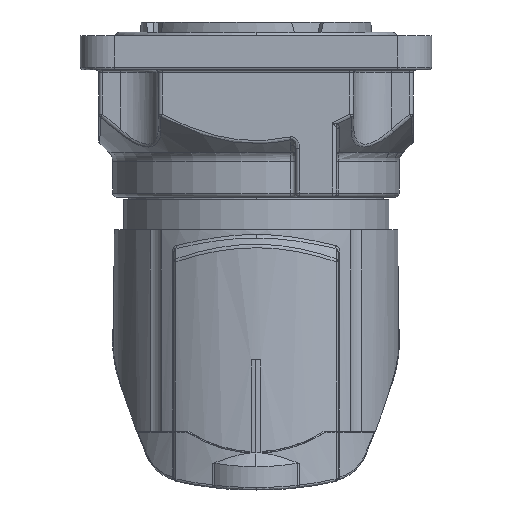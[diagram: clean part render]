
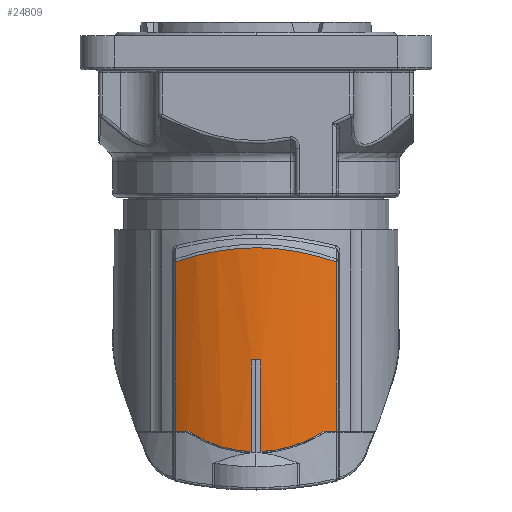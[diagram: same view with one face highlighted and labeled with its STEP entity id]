
A CAD part, front view. The second image highlights one B-rep face of the part: STEP entity #24809.
In plain terms, the highlighted cylindrical face has radius 11.484 mm (diameter 22.967 mm), a partial arc.
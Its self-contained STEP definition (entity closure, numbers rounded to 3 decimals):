
#2854=CARTESIAN_POINT('',(-0.364,-31.478,
-8.293));
#2928=CARTESIAN_POINT('',(0.364,-31.478,
-8.293));
#3677=CARTESIAN_POINT('',(0.,-20.,-1.6));
#3678=DIRECTION('',(0.,0.,1.));
#3679=DIRECTION('',(-0.032,-0.999,0.));
#3680=AXIS2_PLACEMENT_3D('',#3677,#3678,#3679);
#3682=DIRECTION('',(0.,0.,1.));
#3683=VECTOR('',#3682,6.693);
#3684=CARTESIAN_POINT('',(-0.364,-31.478,
-8.293));
#3685=LINE('',#3684,#3683);
#3686=CARTESIAN_POINT('',(-4.97,-30.352,-6.8));
#3687=CARTESIAN_POINT('',(-4.804,-30.432,
-6.91));
#3688=CARTESIAN_POINT('',(-4.471,-30.582,
-7.116));
#3689=CARTESIAN_POINT('',(-3.964,-30.782,
-7.385));
#3690=CARTESIAN_POINT('',(-3.453,-30.956,
-7.616));
#3691=CARTESIAN_POINT('',(-2.939,-31.105,
-7.811));
#3692=CARTESIAN_POINT('',(-2.425,-31.229,
-7.972));
#3693=CARTESIAN_POINT('',(-1.909,-31.328,
-8.1));
#3694=CARTESIAN_POINT('',(-1.394,-31.403,
-8.196));
#3695=CARTESIAN_POINT('',(-0.879,-31.454,
-8.262));
#3696=CARTESIAN_POINT('',(-0.535,-31.472,
-8.286));
#3697=CARTESIAN_POINT('',(-0.364,-31.478,
-8.293));
#3699=CARTESIAN_POINT('',(0.,-20.,-6.8));
#3700=DIRECTION('',(0.,0.,1.));
#3701=DIRECTION('',(-0.51,-0.86,0.));
#3702=AXIS2_PLACEMENT_3D('',#3699,#3700,#3701);
#3704=CARTESIAN_POINT('',(-5.853,-29.88,
5.578));
#3705=CARTESIAN_POINT('',(-5.622,-30.017,
5.653));
#3706=CARTESIAN_POINT('',(-5.158,-30.27,
5.798));
#3707=CARTESIAN_POINT('',(-4.454,-30.594,
5.998));
#3708=CARTESIAN_POINT('',(-3.753,-30.861,
6.171));
#3709=CARTESIAN_POINT('',(-3.06,-31.076,
6.315));
#3710=CARTESIAN_POINT('',(-2.372,-31.243,
6.431));
#3711=CARTESIAN_POINT('',(-1.689,-31.366,
6.517));
#3712=CARTESIAN_POINT('',(-1.011,-31.446,
6.574));
#3713=CARTESIAN_POINT('',(-0.336,-31.485,
6.602));
#3714=CARTESIAN_POINT('',(0.339,-31.485,
6.602));
#3715=CARTESIAN_POINT('',(1.015,-31.445,6.574));
#3716=CARTESIAN_POINT('',(1.693,-31.365,6.516));
#3717=CARTESIAN_POINT('',(2.375,-31.243,6.43));
#3718=CARTESIAN_POINT('',(3.062,-31.076,6.315));
#3719=CARTESIAN_POINT('',(3.756,-30.86,6.17));
#3720=CARTESIAN_POINT('',(4.456,-30.593,5.997));
#3721=CARTESIAN_POINT('',(5.158,-30.27,5.798));
#3722=CARTESIAN_POINT('',(5.622,-30.017,5.653));
#3723=CARTESIAN_POINT('',(5.853,-29.88,5.578));
#3725=DIRECTION('',(0.,0.,-1.));
#3726=VECTOR('',#3725,12.378);
#3727=CARTESIAN_POINT('',(5.853,-29.88,5.578));
#3728=LINE('',#3727,#3726);
#3729=CARTESIAN_POINT('',(0.,-20.,-6.8));
#3730=DIRECTION('',(0.,0.,1.));
#3731=DIRECTION('',(0.433,-0.901,0.));
#3732=AXIS2_PLACEMENT_3D('',#3729,#3730,#3731);
#3734=CARTESIAN_POINT('',(0.364,-31.478,
-8.293));
#3735=CARTESIAN_POINT('',(0.535,-31.472,
-8.286));
#3736=CARTESIAN_POINT('',(0.879,-31.454,
-8.262));
#3737=CARTESIAN_POINT('',(1.394,-31.403,
-8.196));
#3738=CARTESIAN_POINT('',(1.909,-31.328,
-8.1));
#3739=CARTESIAN_POINT('',(2.425,-31.229,
-7.972));
#3740=CARTESIAN_POINT('',(2.939,-31.105,
-7.811));
#3741=CARTESIAN_POINT('',(3.453,-30.956,
-7.616));
#3742=CARTESIAN_POINT('',(3.964,-30.782,
-7.385));
#3743=CARTESIAN_POINT('',(4.471,-30.582,
-7.116));
#3744=CARTESIAN_POINT('',(4.804,-30.432,
-6.91));
#3745=CARTESIAN_POINT('',(4.97,-30.352,-6.8));
#3747=DIRECTION('',(0.,0.,1.));
#3748=VECTOR('',#3747,6.693);
#3749=CARTESIAN_POINT('',(0.364,-31.478,
-8.293));
#3750=LINE('',#3749,#3748);
#4287=DIRECTION('',(0.,0.,-1.));
#4288=VECTOR('',#4287,12.378);
#4289=CARTESIAN_POINT('',(-5.853,-29.88,
5.578));
#4290=LINE('',#4289,#4288);
#18110=CARTESIAN_POINT('',(5.853,-29.88,-6.8));
#18112=VERTEX_POINT('',#18110);
#18113=CARTESIAN_POINT('',(-5.853,-29.88,-6.8));
#18115=VERTEX_POINT('',#18113);
#18123=CARTESIAN_POINT('',(-4.97,-30.352,-6.8));
#18124=VERTEX_POINT('',#18123);
#18125=CARTESIAN_POINT('',(4.97,-30.352,-6.8));
#18126=VERTEX_POINT('',#18125);
#18180=CARTESIAN_POINT('',(-5.853,-29.88,
5.578));
#18181=VERTEX_POINT('',#18180);
#18183=VERTEX_POINT('',#3723);
#18682=VERTEX_POINT('',#2854);
#18684=VERTEX_POINT('',#2928);
#18685=CARTESIAN_POINT('',(-0.364,-31.478,-1.6));
#18686=CARTESIAN_POINT('',(0.364,-31.478,-1.6));
#18687=VERTEX_POINT('',#18685);
#18688=VERTEX_POINT('',#18686);
#24787=CARTESIAN_POINT('',(0.,-20.,-17.15));
#24788=DIRECTION('',(0.,0.,1.));
#24789=DIRECTION('',(0.,1.,0.));
#24790=AXIS2_PLACEMENT_3D('',#24787,#24788,#24789);
#24791=CYLINDRICAL_SURFACE('',#24790,11.484);
#24793=ORIENTED_EDGE('',*,*,#24792,.F.);
#24794=ORIENTED_EDGE('',*,*,#24006,.F.);
#24795=ORIENTED_EDGE('',*,*,#24039,.F.);
#24797=ORIENTED_EDGE('',*,*,#24796,.F.);
#24799=ORIENTED_EDGE('',*,*,#24798,.F.);
#24801=ORIENTED_EDGE('',*,*,#24800,.T.);
#24803=ORIENTED_EDGE('',*,*,#24802,.T.);
#24804=ORIENTED_EDGE('',*,*,#24764,.F.);
#24805=ORIENTED_EDGE('',*,*,#24032,.F.);
#24806=ORIENTED_EDGE('',*,*,#24061,.T.);
#24807=EDGE_LOOP('',(#24793,#24794,#24795,#24797,#24799,#24801,#24803,#24804,
#24805,#24806));
#24808=FACE_OUTER_BOUND('',#24807,.F.);
#24809=ADVANCED_FACE('',(#24808),#24791,.T.);
#3681=CIRCLE('',#3680,11.484);
#3698=B_SPLINE_CURVE_WITH_KNOTS('',3,(#3686,#3687,#3688,#3689,#3690,#3691,#3692,
#3693,#3694,#3695,#3696,#3697),.UNSPECIFIED.,.F.,.F.,(4,1,1,1,1,1,1,1,1,4),
(0.,0.111,0.222,0.333,0.444,
0.556,0.667,0.778,0.889,1.),
.UNSPECIFIED.);
#3703=CIRCLE('',#3702,11.484);
#3724=B_SPLINE_CURVE_WITH_KNOTS('',3,(#3704,#3705,#3706,#3707,#3708,#3709,#3710,
#3711,#3712,#3713,#3714,#3715,#3716,#3717,#3718,#3719,#3720,#3721,#3722,#3723),
.UNSPECIFIED.,.F.,.F.,(4,1,1,1,1,1,1,1,1,1,1,1,1,1,1,1,1,4),(0.,
0.059,0.118,0.176,0.235,
0.294,0.353,0.412,0.471,
0.529,0.588,0.647,0.706,
0.765,0.824,0.882,0.941,1.),
.UNSPECIFIED.);
#3733=CIRCLE('',#3732,11.484);
#3746=B_SPLINE_CURVE_WITH_KNOTS('',3,(#3734,#3735,#3736,#3737,#3738,#3739,#3740,
#3741,#3742,#3743,#3744,#3745),.UNSPECIFIED.,.F.,.F.,(4,1,1,1,1,1,1,1,1,4),
(0.,0.111,0.222,0.333,0.444,
0.556,0.667,0.778,0.889,1.),
.UNSPECIFIED.);
#24006=EDGE_CURVE('',#18682,#18687,#3685,.T.);
#24032=EDGE_CURVE('',#18684,#18126,#3746,.T.);
#24039=EDGE_CURVE('',#18124,#18682,#3698,.T.);
#24061=EDGE_CURVE('',#18684,#18688,#3750,.T.);
#24764=EDGE_CURVE('',#18126,#18112,#3733,.T.);
#24792=EDGE_CURVE('',#18687,#18688,#3681,.T.);
#24796=EDGE_CURVE('',#18115,#18124,#3703,.T.);
#24798=EDGE_CURVE('',#18181,#18115,#4290,.T.);
#24800=EDGE_CURVE('',#18181,#18183,#3724,.T.);
#24802=EDGE_CURVE('',#18183,#18112,#3728,.T.);
